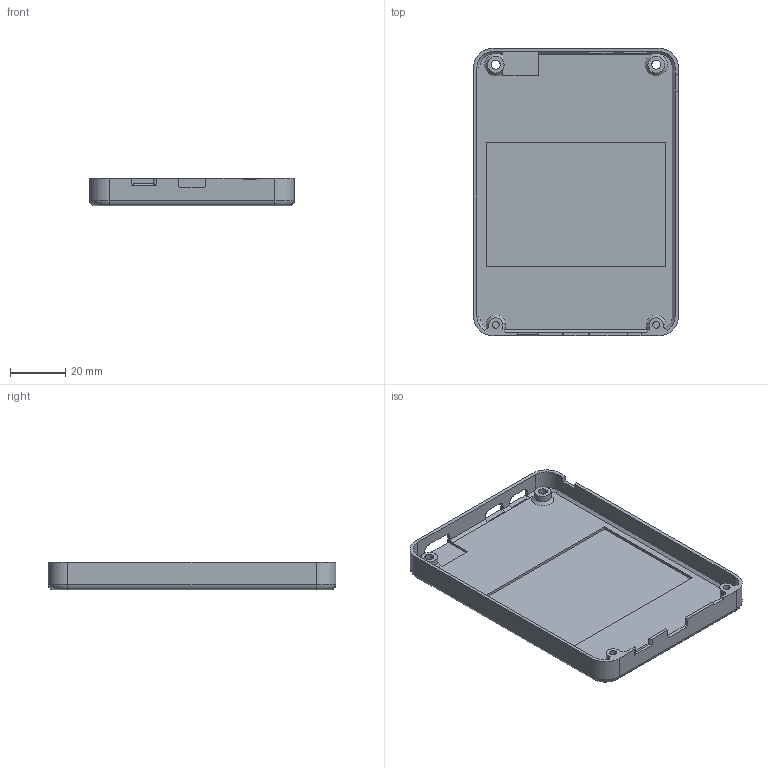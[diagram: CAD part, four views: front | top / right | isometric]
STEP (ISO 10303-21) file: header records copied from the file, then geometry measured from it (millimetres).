
FILE_DESCRIPTION(/* description */ ('STEP AP242','CAx-IF Rec.Pracs.---Representation and Presentation of Product Manufacturing Information (PMI)---4.0---2014-10-13','CAx-IF Rec.Pracs.---3D Tessellated Geometry---0.4---2014-09-14','2;1'),/* implementation_level */ '2;1');
FILE_NAME(/* name */ '6482bd11e9963043625c78f6',/* time_stamp */ '2023-06-09T05:48:02Z',/* author */ (''),/* organization */ (''),/* preprocessor_version */ 'ST-DEVELOPER v19.4',/* originating_system */ ' ',/* authorisation */ ' ');
FILE_SCHEMA (('AP242_MANAGED_MODEL_BASED_3D_ENGINEERING_MIM_LF { 1 0 10303 442 1 1 4 }'));
Length unit declared in the file: metre
Products named in the file (1): Back
Bounding box: 74 x 104 x 10 mm (x, y, z)
Volume: 15575.5 mm3; surface area: 21377.6 mm2
Topology: 1 solids, 1 shells, 116 faces, 308 edges, 195 vertices
Faces by surface type: plane 74, cylinder 30, cone 8, torus 4
Full cylindrical faces by diameter (mm): 2.5 x2, 3.2 x2, 5 x2, 6 x2
Entity records: 3547 total; most frequent: CARTESIAN_POINT 625, DIRECTION 603, ORIENTED_EDGE 594, EDGE_CURVE 297, LINE 213, VECTOR 213, AXIS2_PLACEMENT_3D 195, VERTEX_POINT 193
